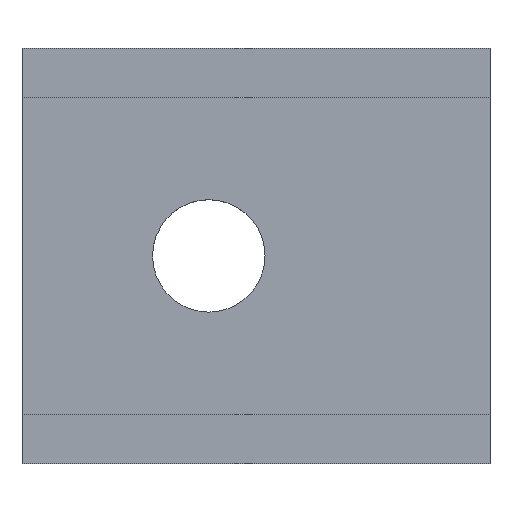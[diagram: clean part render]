
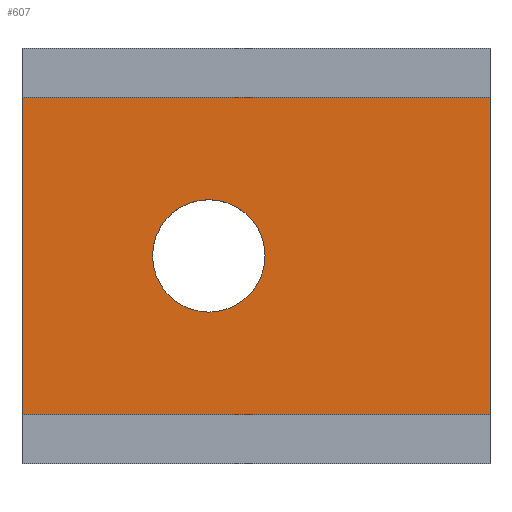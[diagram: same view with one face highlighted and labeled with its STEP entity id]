
A CAD part, top view. The second image highlights one B-rep face of the part: STEP entity #607.
In plain terms, the highlighted planar face has unit normal (0, 0, 1).
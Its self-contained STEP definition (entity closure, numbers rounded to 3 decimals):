
#18=FACE_BOUND('',#99,.T.);
#29=PLANE('',#662);
#62=FACE_OUTER_BOUND('',#98,.T.);
#98=EDGE_LOOP('',(#465,#466,#467,#468));
#99=EDGE_LOOP('',(#469));
#140=LINE('',#899,#216);
#141=LINE('',#901,#217);
#142=LINE('',#903,#218);
#143=LINE('',#904,#219);
#216=VECTOR('',#742,10.);
#217=VECTOR('',#743,10.);
#218=VECTOR('',#744,10.);
#219=VECTOR('',#745,10.);
#283=CIRCLE('',#656,7.);
#291=VERTEX_POINT('',#868);
#300=VERTEX_POINT('',#897);
#301=VERTEX_POINT('',#898);
#302=VERTEX_POINT('',#900);
#303=VERTEX_POINT('',#902);
#351=EDGE_CURVE('',#291,#291,#283,.T.);
#364=EDGE_CURVE('',#300,#301,#140,.T.);
#365=EDGE_CURVE('',#300,#302,#141,.T.);
#366=EDGE_CURVE('',#303,#302,#142,.T.);
#367=EDGE_CURVE('',#301,#303,#143,.T.);
#465=ORIENTED_EDGE('',*,*,#364,.F.);
#466=ORIENTED_EDGE('',*,*,#365,.T.);
#467=ORIENTED_EDGE('',*,*,#366,.F.);
#468=ORIENTED_EDGE('',*,*,#367,.F.);
#469=ORIENTED_EDGE('',*,*,#351,.T.);
#607=ADVANCED_FACE('',(#62,#18),#29,.T.);
#656=AXIS2_PLACEMENT_3D('',#870,#716,#717);
#662=AXIS2_PLACEMENT_3D('',#896,#740,#741);
#716=DIRECTION('center_axis',(0.,0.,-1.));
#717=DIRECTION('ref_axis',(1.,0.,0.));
#740=DIRECTION('center_axis',(0.,0.,1.));
#741=DIRECTION('ref_axis',(0.,1.,0.));
#742=DIRECTION('',(0.,-1.,0.));
#743=DIRECTION('',(-1.,0.,0.));
#744=DIRECTION('',(0.,1.,0.));
#745=DIRECTION('',(-1.,0.,0.));
#868=CARTESIAN_POINT('',(-42.,0.,9.75));
#870=CARTESIAN_POINT('Origin',(-35.,0.,9.75));
#896=CARTESIAN_POINT('Origin',(0.,-19.75,9.75));
#897=CARTESIAN_POINT('',(0.,19.75,9.75));
#898=CARTESIAN_POINT('',(0.,-19.75,9.75));
#899=CARTESIAN_POINT('',(0.,19.75,9.75));
#900=CARTESIAN_POINT('',(-58.25,19.75,9.75));
#901=CARTESIAN_POINT('',(0.,19.75,9.75));
#902=CARTESIAN_POINT('',(-58.25,-19.75,9.75));
#903=CARTESIAN_POINT('',(-58.25,19.75,9.75));
#904=CARTESIAN_POINT('',(0.,-19.75,9.75));
